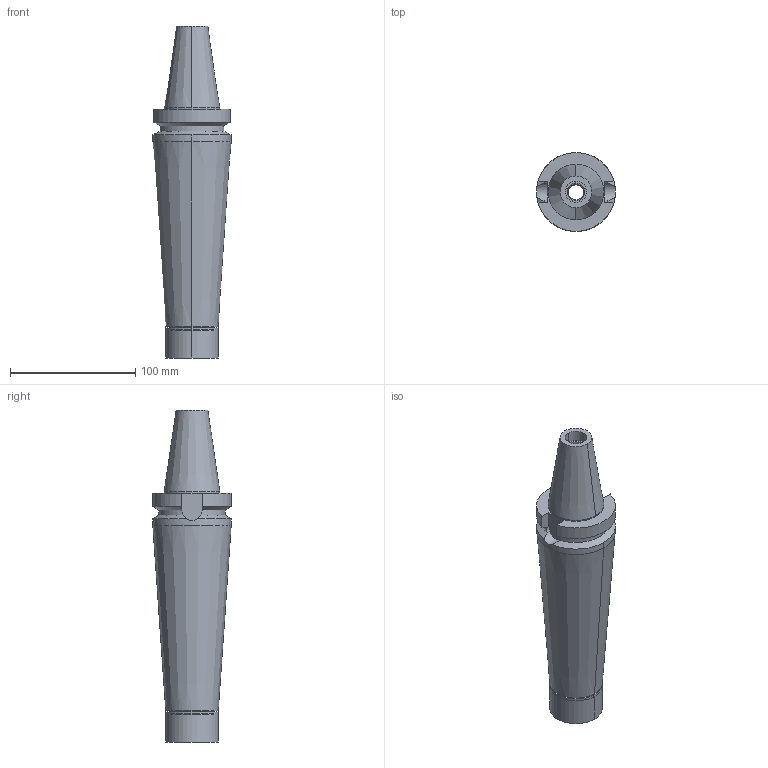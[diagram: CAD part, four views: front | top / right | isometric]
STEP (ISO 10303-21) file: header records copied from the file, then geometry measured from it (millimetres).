
FILE_DESCRIPTION((''),'2;1');
FILE_NAME('BBT40ME13200-120_ASM','2018-05-24T',('ykawabe'),(''),'CREO PARAMETRIC BY PTC INC, 2016380','CREO PARAMETRIC BY PTC INC, 2016380','');
FILE_SCHEMA(('AUTOMOTIVE_DESIGN { 1 0 10303 214 1 1 1 1 }'));
Length unit declared in the file: millimetre
Products named in the file (5): BBT40-MEGA13E-200_1; MEC13-12AA_1; MEN13_1; DXF_TEMP_ASSY_ASM_4_ASM; BBT40ME13200-120_ASM
Assembly tree (4 placements, depth 3):
  BBT40ME13200-120_ASM
    DXF_TEMP_ASSY_ASM_4_ASM
      BBT40-MEGA13E-200_1
      MEC13-12AA_1
      MEN13_1
Bounding box: 63 x 63 x 265.4 mm (x, y, z)
Volume: 453123.6 mm3; surface area: 67158.8 mm2
Topology: 3 solids, 3 shells, 112 faces, 251 edges, 157 vertices
Faces by surface type: cylinder 54, cone 34, plane 24
Entity records: 4888 total; most frequent: DIRECTION 642, CARTESIAN_POINT 620, ORIENTED_EDGE 502, AXIS2_PLACEMENT_3D 271, PRESENTATION_STYLE_ASSIGNMENT 259, STYLED_ITEM 259, CURVE_STYLE 256, EDGE_CURVE 251
